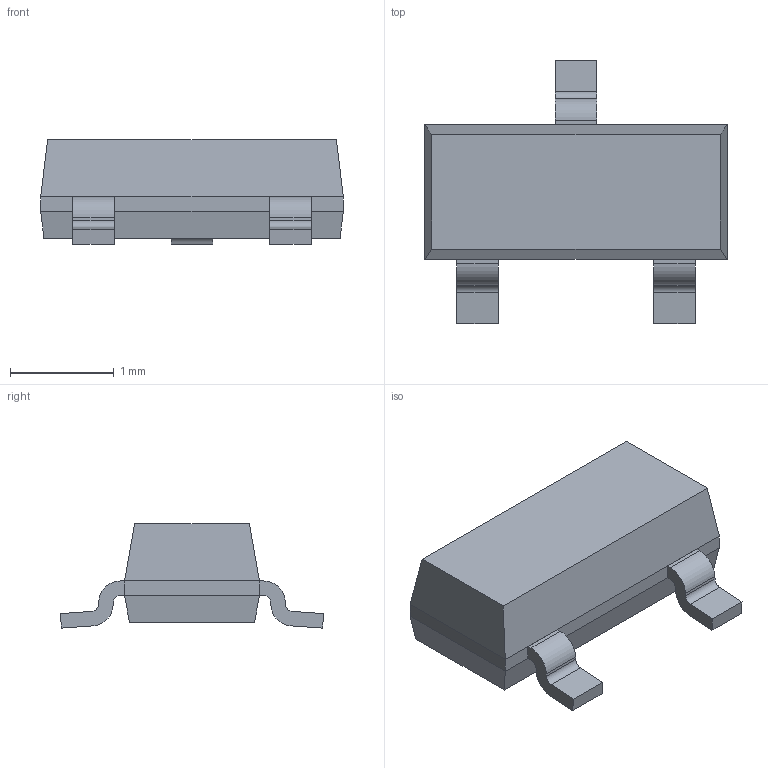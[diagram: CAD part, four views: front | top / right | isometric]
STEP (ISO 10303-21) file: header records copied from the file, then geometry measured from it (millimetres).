
FILE_DESCRIPTION( ( '' ), ' ' );
FILE_NAME( '5b2bb1baeafe840eb4d5ac4a.step', '2018-06-21T14:10:02', ( '' ), ( '' ), ' ', ' ', ' ' );
FILE_SCHEMA( ( 'AUTOMOTIVE_DESIGN { 1 0 10303 214 1 1 1 1 }' ) );
Length unit declared in the file: metre
Products named in the file (4): Open CASCADE STEP translator 6.8 4; Open CASCADE STEP translator 6.8 3; Open CASCADE STEP translator 6.8 2; Open CASCADE STEP translator 6.8 1
Bounding box: 2.92 x 2.54 x 1 mm (x, y, z)
Volume: 3.5 mm3; surface area: 17.3 mm2
Topology: 4 solids, 4 shells, 56 faces, 136 edges, 88 vertices
Faces by surface type: plane 44, cylinder 12
Entity records: 2794 total; most frequent: CARTESIAN_POINT 284, DIRECTION 280, ORIENTED_EDGE 272, STYLED_ITEM 192, PRESENTATION_STYLE_ASSIGNMENT 192, COLOUR_RGB 192, EDGE_CURVE 136, CURVE_STYLE 136
